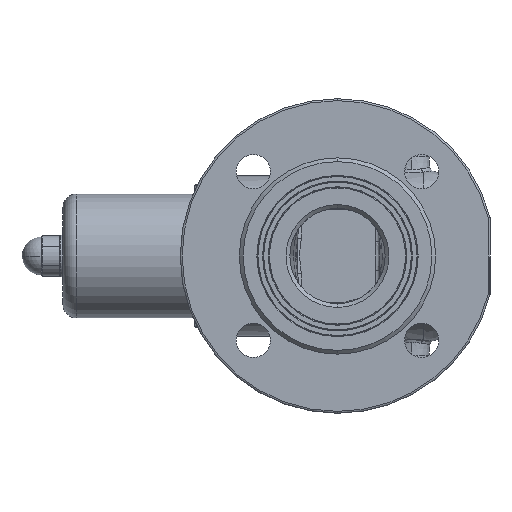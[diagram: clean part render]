
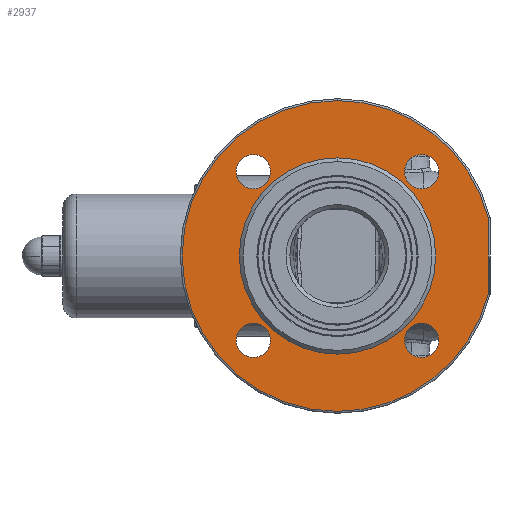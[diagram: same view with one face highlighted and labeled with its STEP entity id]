
A CAD part, left-side view. The second image highlights one B-rep face of the part: STEP entity #2937.
In plain terms, the highlighted planar face has unit normal (-1, 0, 0).
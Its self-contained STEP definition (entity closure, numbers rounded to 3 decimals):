
#197 = ORIENTED_EDGE ( 'NONE', *, *, #3724, .F. ) ;
#2073 = VERTEX_POINT ( 'NONE', #17903 ) ;
#2088 = VERTEX_POINT ( 'NONE', #17895 ) ;
#2150 = VERTEX_POINT ( 'NONE', #19100 ) ;
#2180 = VERTEX_POINT ( 'NONE', #19048 ) ;
#2228 = EDGE_CURVE ( 'NONE', #2088, #2073, #18438, .T. ) ;
#2247 = VERTEX_POINT ( 'NONE', #19387 ) ;
#2265 = EDGE_CURVE ( 'NONE', #2247, #2435, #19419, .T. ) ;
#2276 = VERTEX_POINT ( 'NONE', #19506 ) ;
#2308 = VERTEX_POINT ( 'NONE', #19662 ) ;
#2311 = EDGE_CURVE ( 'NONE', #2150, #2308, #19583, .T. ) ;
#2346 = EDGE_CURVE ( 'NONE', #2276, #2150, #19942, .T. ) ;
#2435 = VERTEX_POINT ( 'NONE', #20424 ) ;
#2581 = EDGE_CURVE ( 'NONE', #2180, #2658, #20933, .T. ) ;
#2649 = VERTEX_POINT ( 'NONE', #21640 ) ;
#2658 = VERTEX_POINT ( 'NONE', #21709 ) ;
#2711 = VERTEX_POINT ( 'NONE', #22349 ) ;
#2717 = VERTEX_POINT ( 'NONE', #22335 ) ;
#2731 = EDGE_CURVE ( 'NONE', #2649, #2717, #22421, .T. ) ;
#2937 = ADVANCED_FACE ( 'NONE', ( #24340, #24330, #24327, #24324, #24322, #24319 ), #24348, .F. ) ;
#2959 = ORIENTED_EDGE ( 'NONE', *, *, #3348, .F. ) ;
#3298 = EDGE_LOOP ( 'NONE', ( #4350, #3936 ) ) ;
#3348 = EDGE_CURVE ( 'NONE', #2717, #2649, #27006, .T. ) ;
#3550 = EDGE_LOOP ( 'NONE', ( #2959, #4705 ) ) ;
#3632 = ORIENTED_EDGE ( 'NONE', *, *, #57396, .F. ) ;
#3652 = ORIENTED_EDGE ( 'NONE', *, *, #2346, .T. ) ;
#3671 = ORIENTED_EDGE ( 'NONE', *, *, #2265, .F. ) ;
#3684 = VERTEX_POINT ( 'NONE', #29834 ) ;
#3685 = EDGE_LOOP ( 'NONE', ( #4115, #3671 ) ) ;
#3724 = EDGE_CURVE ( 'NONE', #2073, #2088, #30110, .T. ) ;
#3900 = EDGE_LOOP ( 'NONE', ( #3652, #4377, #4716, #4724 ) ) ;
#3929 = EDGE_CURVE ( 'NONE', #55033, #2711, #32263, .T. ) ;
#3936 = ORIENTED_EDGE ( 'NONE', *, *, #2581, .F. ) ;
#3972 = EDGE_CURVE ( 'NONE', #2658, #2180, #33030, .T. ) ;
#3985 = ORIENTED_EDGE ( 'NONE', *, *, #3929, .F. ) ;
#4115 = ORIENTED_EDGE ( 'NONE', *, *, #4240, .F. ) ;
#4153 = EDGE_LOOP ( 'NONE', ( #3985, #3632 ) ) ;
#4240 = EDGE_CURVE ( 'NONE', #2435, #2247, #36101, .T. ) ;
#4350 = ORIENTED_EDGE ( 'NONE', *, *, #3972, .F. ) ;
#4352 = EDGE_CURVE ( 'NONE', #3684, #2276, #38171, .T. ) ;
#4377 = ORIENTED_EDGE ( 'NONE', *, *, #2311, .T. ) ;
#4421 = EDGE_CURVE ( 'NONE', #2308, #3684, #38855, .T. ) ;
#4622 = EDGE_LOOP ( 'NONE', ( #197, #62872 ) ) ;
#4705 = ORIENTED_EDGE ( 'NONE', *, *, #2731, .F. ) ;
#4716 = ORIENTED_EDGE ( 'NONE', *, *, #4421, .T. ) ;
#4724 = ORIENTED_EDGE ( 'NONE', *, *, #4352, .T. ) ;
#17895 = CARTESIAN_POINT ( 'NONE',  ( -113., -44.194, 35.194 ) ) ;
#17903 = CARTESIAN_POINT ( 'NONE',  ( -113., -44.194, 53.194 ) ) ;
#18415 = DIRECTION ( 'NONE',  ( 0., 0., 1. ) ) ;
#18417 = DIRECTION ( 'NONE',  ( -1., 0., 0. ) ) ;
#18419 = AXIS2_PLACEMENT_3D ( 'NONE', #18449, #18417, #18415 ) ;
#18438 = CIRCLE ( 'NONE', #18419, 9. ) ;
#18449 = CARTESIAN_POINT ( 'NONE',  ( -113., -44.194, 44.194 ) ) ;
#19048 = CARTESIAN_POINT ( 'NONE',  ( -113., 44.194, -53.194 ) ) ;
#19100 = CARTESIAN_POINT ( 'NONE',  ( -113., 0., 81.5 ) ) ;
#19387 = CARTESIAN_POINT ( 'NONE',  ( -113., 44.194, 35.194 ) ) ;
#19415 = DIRECTION ( 'NONE',  ( 0., 0., 1. ) ) ;
#19417 = DIRECTION ( 'NONE',  ( -1., 0., 0. ) ) ;
#19418 = AXIS2_PLACEMENT_3D ( 'NONE', #19439, #19417, #19415 ) ;
#19419 = CIRCLE ( 'NONE', #19418, 9. ) ;
#19439 = CARTESIAN_POINT ( 'NONE',  ( -113., 44.194, 44.194 ) ) ;
#19506 = CARTESIAN_POINT ( 'NONE',  ( -113., -79., 20.031 ) ) ;
#19583 = CIRCLE ( 'NONE', #19652, 81.5 ) ;
#19648 = DIRECTION ( 'NONE',  ( 0., 0., 1. ) ) ;
#19649 = DIRECTION ( 'NONE',  ( -1., 0., 0. ) ) ;
#19650 = CARTESIAN_POINT ( 'NONE',  ( -113., 0., 0. ) ) ;
#19652 = AXIS2_PLACEMENT_3D ( 'NONE', #19650, #19649, #19648 ) ;
#19662 = CARTESIAN_POINT ( 'NONE',  ( -113., 0., -81.5 ) ) ;
#19942 = CIRCLE ( 'NONE', #20096, 81.5 ) ;
#20076 = DIRECTION ( 'NONE',  ( 0., 0., 1. ) ) ;
#20094 = DIRECTION ( 'NONE',  ( -1., 0., 0. ) ) ;
#20095 = CARTESIAN_POINT ( 'NONE',  ( -113., 0., 0. ) ) ;
#20096 = AXIS2_PLACEMENT_3D ( 'NONE', #20095, #20094, #20076 ) ;
#20424 = CARTESIAN_POINT ( 'NONE',  ( -113., 44.194, 53.194 ) ) ;
#20933 = CIRCLE ( 'NONE', #20953, 9. ) ;
#20952 = DIRECTION ( 'NONE',  ( 0., 0., 1. ) ) ;
#20953 = AXIS2_PLACEMENT_3D ( 'NONE', #20958, #20962, #20952 ) ;
#20958 = CARTESIAN_POINT ( 'NONE',  ( -113., 44.194, -44.194 ) ) ;
#20962 = DIRECTION ( 'NONE',  ( -1., 0., 0. ) ) ;
#21640 = CARTESIAN_POINT ( 'NONE',  ( -113., 0., 51.5 ) ) ;
#21709 = CARTESIAN_POINT ( 'NONE',  ( -113., 44.194, -35.194 ) ) ;
#22306 = AXIS2_PLACEMENT_3D ( 'NONE', #22417, #22404, #22403 ) ;
#22335 = CARTESIAN_POINT ( 'NONE',  ( -113., 0., -51.5 ) ) ;
#22349 = CARTESIAN_POINT ( 'NONE',  ( -113., -44.194, -53.194 ) ) ;
#22403 = DIRECTION ( 'NONE',  ( 0., 0., 1. ) ) ;
#22404 = DIRECTION ( 'NONE',  ( -1., 0., 0. ) ) ;
#22417 = CARTESIAN_POINT ( 'NONE',  ( -113., 0., 0. ) ) ;
#22421 = CIRCLE ( 'NONE', #22306, 51.5 ) ;
#24319 = FACE_OUTER_BOUND ( 'NONE', #3900, .T. ) ;
#24322 = FACE_BOUND ( 'NONE', #3550, .T. ) ;
#24324 = FACE_BOUND ( 'NONE', #4153, .T. ) ;
#24327 = FACE_BOUND ( 'NONE', #3298, .T. ) ;
#24330 = FACE_BOUND ( 'NONE', #3685, .T. ) ;
#24338 = AXIS2_PLACEMENT_3D ( 'NONE', #24390, #24388, #24386 ) ;
#24340 = FACE_BOUND ( 'NONE', #4622, .T. ) ;
#24348 = PLANE ( 'NONE',  #24338 ) ;
#24386 = DIRECTION ( 'NONE',  ( 0., 0., -1. ) ) ;
#24388 = DIRECTION ( 'NONE',  ( 1., 0., 0. ) ) ;
#24390 = CARTESIAN_POINT ( 'NONE',  ( -113., 51.5, 0. ) ) ;
#26805 = DIRECTION ( 'NONE',  ( -1., 0., 0. ) ) ;
#26878 = AXIS2_PLACEMENT_3D ( 'NONE', #27004, #26805, #26989 ) ;
#26989 = DIRECTION ( 'NONE',  ( 0., 0., 1. ) ) ;
#27004 = CARTESIAN_POINT ( 'NONE',  ( -113., 0., 0. ) ) ;
#27006 = CIRCLE ( 'NONE', #26878, 51.5 ) ;
#29834 = CARTESIAN_POINT ( 'NONE',  ( -113., -79., -20.031 ) ) ;
#30110 = CIRCLE ( 'NONE', #30261, 9. ) ;
#30238 = DIRECTION ( 'NONE',  ( 0., 0., 1. ) ) ;
#30241 = DIRECTION ( 'NONE',  ( -1., 0., 0. ) ) ;
#30243 = CARTESIAN_POINT ( 'NONE',  ( -113., -44.194, 44.194 ) ) ;
#30261 = AXIS2_PLACEMENT_3D ( 'NONE', #30243, #30241, #30238 ) ;
#32205 = AXIS2_PLACEMENT_3D ( 'NONE', #32569, #32567, #32565 ) ;
#32263 = CIRCLE ( 'NONE', #32205, 9. ) ;
#32565 = DIRECTION ( 'NONE',  ( 0., 0., 1. ) ) ;
#32567 = DIRECTION ( 'NONE',  ( -1., 0., 0. ) ) ;
#32569 = CARTESIAN_POINT ( 'NONE',  ( -113., -44.194, -44.194 ) ) ;
#33030 = CIRCLE ( 'NONE', #33178, 9. ) ;
#33173 = DIRECTION ( 'NONE',  ( 0., 0., 1. ) ) ;
#33174 = DIRECTION ( 'NONE',  ( -1., 0., 0. ) ) ;
#33176 = CARTESIAN_POINT ( 'NONE',  ( -113., 44.194, -44.194 ) ) ;
#33178 = AXIS2_PLACEMENT_3D ( 'NONE', #33176, #33174, #33173 ) ;
#36101 = CIRCLE ( 'NONE', #36263, 9. ) ;
#36256 = DIRECTION ( 'NONE',  ( 0., 0., 1. ) ) ;
#36258 = DIRECTION ( 'NONE',  ( -1., 0., 0. ) ) ;
#36261 = CARTESIAN_POINT ( 'NONE',  ( -113., 44.194, 44.194 ) ) ;
#36263 = AXIS2_PLACEMENT_3D ( 'NONE', #36261, #36258, #36256 ) ;
#38157 = VECTOR ( 'NONE', #38169, 1000. ) ;
#38169 = DIRECTION ( 'NONE',  ( 0., 0., 1. ) ) ;
#38170 = CARTESIAN_POINT ( 'NONE',  ( -113., -79., 0. ) ) ;
#38171 = LINE ( 'NONE', #38170, #38157 ) ;
#38855 = CIRCLE ( 'NONE', #39056, 81.5 ) ;
#38938 = CARTESIAN_POINT ( 'NONE',  ( -113., 0., 0. ) ) ;
#38980 = DIRECTION ( 'NONE',  ( -1., 0., 0. ) ) ;
#39011 = DIRECTION ( 'NONE',  ( 0., 0., 1. ) ) ;
#39056 = AXIS2_PLACEMENT_3D ( 'NONE', #38938, #38980, #39011 ) ;
#55033 = VERTEX_POINT ( 'NONE', #57304 ) ;
#57304 = CARTESIAN_POINT ( 'NONE',  ( -113., -44.194, -35.194 ) ) ;
#57396 = EDGE_CURVE ( 'NONE', #2711, #55033, #58248, .T. ) ;
#58238 = DIRECTION ( 'NONE',  ( 0., 0., 1. ) ) ;
#58239 = DIRECTION ( 'NONE',  ( -1., 0., 0. ) ) ;
#58240 = CARTESIAN_POINT ( 'NONE',  ( -113., -44.194, -44.194 ) ) ;
#58241 = AXIS2_PLACEMENT_3D ( 'NONE', #58240, #58239, #58238 ) ;
#58248 = CIRCLE ( 'NONE', #58241, 9. ) ;
#62872 = ORIENTED_EDGE ( 'NONE', *, *, #2228, .F. ) ;
